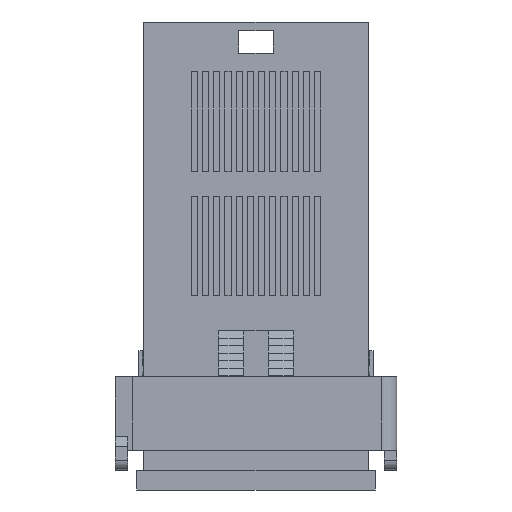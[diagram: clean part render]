
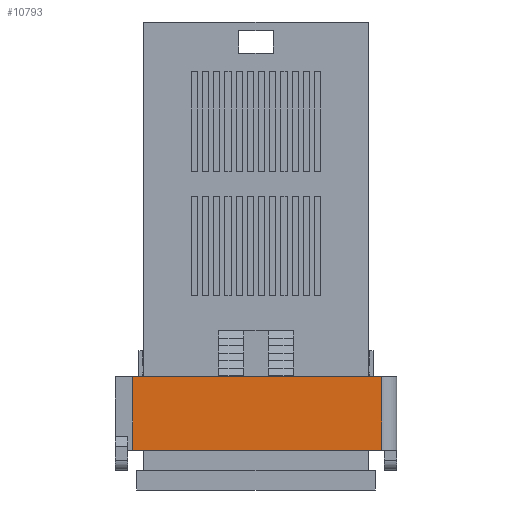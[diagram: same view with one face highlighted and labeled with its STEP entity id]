
A CAD part, front view. The second image highlights one B-rep face of the part: STEP entity #10793.
In plain terms, the highlighted planar face has unit normal (0, -1, 0).
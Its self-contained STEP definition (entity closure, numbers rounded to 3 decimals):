
#2063 = CARTESIAN_POINT ( 'NONE',  ( -24.75, -23.8, 0. ) ) ;
#2558 = VECTOR ( 'NONE', #10900, 1000. ) ;
#2695 = ORIENTED_EDGE ( 'NONE', *, *, #8276, .F. ) ;
#3142 = CARTESIAN_POINT ( 'NONE',  ( -24.75, -23.8, 14.75 ) ) ;
#3661 = ORIENTED_EDGE ( 'NONE', *, *, #12116, .T. ) ;
#3687 = CARTESIAN_POINT ( 'NONE',  ( 25.25, -23.8, 14.75 ) ) ;
#4066 = LINE ( 'NONE', #3142, #2558 ) ;
#4408 = VERTEX_POINT ( 'NONE', #3687 ) ;
#5032 = PLANE ( 'NONE',  #11490 ) ;
#5092 = VECTOR ( 'NONE', #18125, 1000. ) ;
#5127 = ORIENTED_EDGE ( 'NONE', *, *, #8708, .T. ) ;
#6118 = CARTESIAN_POINT ( 'NONE',  ( -24.75, -23.8, 14.75 ) ) ;
#7409 = ORIENTED_EDGE ( 'NONE', *, *, #14475, .T. ) ;
#7657 = VECTOR ( 'NONE', #13171, 1000. ) ;
#8276 = EDGE_CURVE ( 'NONE', #18138, #4408, #8836, .T. ) ;
#8708 = EDGE_CURVE ( 'NONE', #17651, #4408, #14766, .T. ) ;
#8836 = LINE ( 'NONE', #20267, #12011 ) ;
#10727 = FACE_OUTER_BOUND ( 'NONE', #16867, .T. ) ;
#10793 = ADVANCED_FACE ( 'NONE', ( #10727 ), #5032, .F. ) ;
#10900 = DIRECTION ( 'NONE',  ( 0., 0., -1. ) ) ;
#11490 = AXIS2_PLACEMENT_3D ( 'NONE', #12934, #19249, #20569 ) ;
#12011 = VECTOR ( 'NONE', #17112, 1000. ) ;
#12116 = EDGE_CURVE ( 'NONE', #12196, #17651, #20311, .T. ) ;
#12196 = VERTEX_POINT ( 'NONE', #18309 ) ;
#12934 = CARTESIAN_POINT ( 'NONE',  ( -24.75, -23.8, 14.75 ) ) ;
#13171 = DIRECTION ( 'NONE',  ( 1., 0., 0. ) ) ;
#14403 = CARTESIAN_POINT ( 'NONE',  ( 25.25, -23.8, 0. ) ) ;
#14475 = EDGE_CURVE ( 'NONE', #18138, #12196, #4066, .T. ) ;
#14766 = LINE ( 'NONE', #19855, #5092 ) ;
#16867 = EDGE_LOOP ( 'NONE', ( #3661, #5127, #2695, #7409 ) ) ;
#17112 = DIRECTION ( 'NONE',  ( 1., 0., 0. ) ) ;
#17651 = VERTEX_POINT ( 'NONE', #14403 ) ;
#18125 = DIRECTION ( 'NONE',  ( 0., 0., 1. ) ) ;
#18138 = VERTEX_POINT ( 'NONE', #6118 ) ;
#18309 = CARTESIAN_POINT ( 'NONE',  ( -24.75, -23.8, 0. ) ) ;
#19249 = DIRECTION ( 'NONE',  ( 0., 1., 0. ) ) ;
#19855 = CARTESIAN_POINT ( 'NONE',  ( 25.25, -23.8, 14.75 ) ) ;
#20267 = CARTESIAN_POINT ( 'NONE',  ( -24.75, -23.8, 14.75 ) ) ;
#20311 = LINE ( 'NONE', #2063, #7657 ) ;
#20569 = DIRECTION ( 'NONE',  ( 0., 0., 1. ) ) ;
